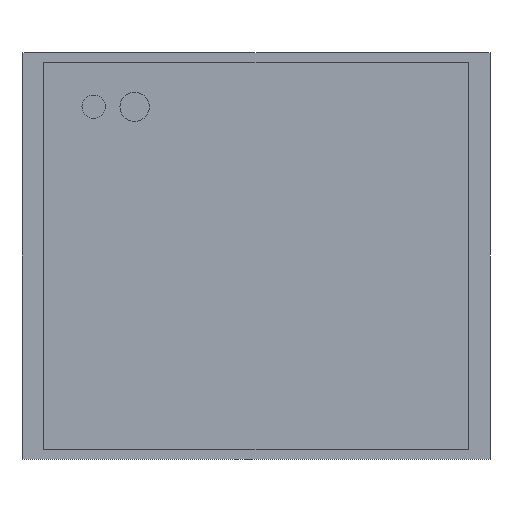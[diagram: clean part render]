
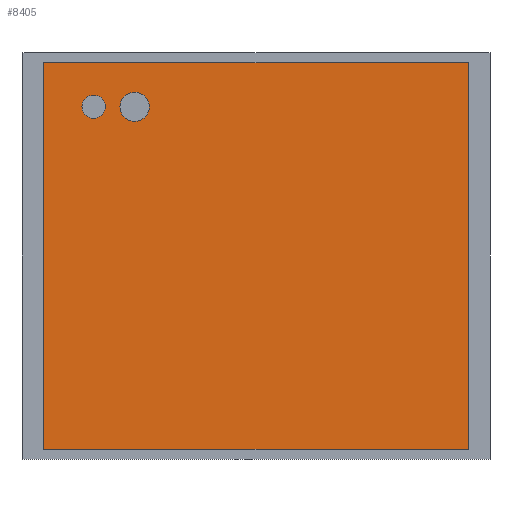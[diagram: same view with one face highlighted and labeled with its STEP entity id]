
A CAD part, front view. The second image highlights one B-rep face of the part: STEP entity #8405.
In plain terms, the highlighted planar face has unit normal (0, -1, 0).
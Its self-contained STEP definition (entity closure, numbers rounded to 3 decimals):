
#103=FACE_BOUND('',#881,.T.);
#104=FACE_BOUND('',#882,.T.);
#115=CIRCLE('',#8954,20.);
#117=CIRCLE('',#8958,25.);
#375=FACE_OUTER_BOUND('',#880,.T.);
#880=EDGE_LOOP('',(#5645,#5646,#5647,#5648));
#881=EDGE_LOOP('',(#5649));
#882=EDGE_LOOP('',(#5650));
#1420=LINE('',#12105,#2482);
#1422=LINE('',#12109,#2484);
#1424=LINE('',#12113,#2486);
#1426=LINE('',#12116,#2488);
#2482=VECTOR('',#9714,10.);
#2484=VECTOR('',#9718,10.);
#2486=VECTOR('',#9722,10.);
#2488=VECTOR('',#9726,10.);
#3506=VERTEX_POINT('',#12031);
#3508=VERTEX_POINT('',#12038);
#3529=VERTEX_POINT('',#12102);
#3530=VERTEX_POINT('',#12104);
#3531=VERTEX_POINT('',#12108);
#3532=VERTEX_POINT('',#12112);
#4327=EDGE_CURVE('',#3506,#3506,#115,.T.);
#4330=EDGE_CURVE('',#3508,#3508,#117,.T.);
#4360=EDGE_CURVE('',#3530,#3529,#1420,.T.);
#4362=EDGE_CURVE('',#3531,#3530,#1422,.T.);
#4364=EDGE_CURVE('',#3532,#3531,#1424,.T.);
#4366=EDGE_CURVE('',#3529,#3532,#1426,.T.);
#5645=ORIENTED_EDGE('',*,*,#4366,.T.);
#5646=ORIENTED_EDGE('',*,*,#4364,.T.);
#5647=ORIENTED_EDGE('',*,*,#4362,.T.);
#5648=ORIENTED_EDGE('',*,*,#4360,.T.);
#5649=ORIENTED_EDGE('',*,*,#4327,.T.);
#5650=ORIENTED_EDGE('',*,*,#4330,.T.);
#7980=PLANE('',#8975);
#8405=ADVANCED_FACE('',(#375,#103,#104),#7980,.T.);
#8954=AXIS2_PLACEMENT_3D('',#12033,#9648,#9649);
#8958=AXIS2_PLACEMENT_3D('',#12040,#9657,#9658);
#8975=AXIS2_PLACEMENT_3D('',#12117,#9727,#9728);
#9648=DIRECTION('center_axis',(0.,1.,0.));
#9649=DIRECTION('ref_axis',(1.,0.,0.));
#9657=DIRECTION('center_axis',(0.,1.,0.));
#9658=DIRECTION('ref_axis',(1.,0.,0.));
#9714=DIRECTION('',(0.,0.,1.));
#9718=DIRECTION('',(1.,0.,0.));
#9722=DIRECTION('',(0.,0.,-1.));
#9726=DIRECTION('',(-1.,0.,0.));
#9727=DIRECTION('center_axis',(0.,-1.,0.));
#9728=DIRECTION('ref_axis',(0.,0.,-1.));
#12031=CARTESIAN_POINT('',(-297.5,-370.,255.));
#12033=CARTESIAN_POINT('Origin',(-277.5,-370.,255.));
#12038=CARTESIAN_POINT('',(-232.5,-370.,255.));
#12040=CARTESIAN_POINT('Origin',(-207.5,-370.,255.));
#12102=CARTESIAN_POINT('',(362.5,-370.,330.));
#12104=CARTESIAN_POINT('',(362.5,-370.,-330.));
#12105=CARTESIAN_POINT('',(362.5,-370.,330.));
#12108=CARTESIAN_POINT('',(-362.5,-370.,-330.));
#12109=CARTESIAN_POINT('',(362.5,-370.,-330.));
#12112=CARTESIAN_POINT('',(-362.5,-370.,330.));
#12113=CARTESIAN_POINT('',(-362.5,-370.,-330.));
#12116=CARTESIAN_POINT('',(-362.5,-370.,330.));
#12117=CARTESIAN_POINT('Origin',(0.,-370.,0.));
